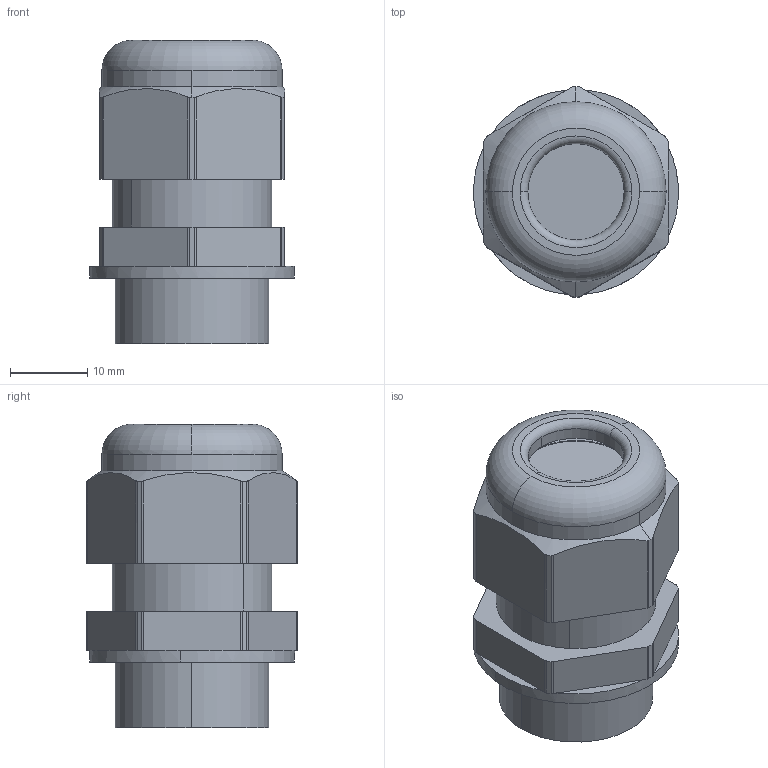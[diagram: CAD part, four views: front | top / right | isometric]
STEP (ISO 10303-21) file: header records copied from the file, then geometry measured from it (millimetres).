
FILE_DESCRIPTION(('CATIA V5R24 STEP','CAx-IF Rec.Pracs.--- Model Styling and Organization---1.2---2011-12-15'),'2;1');
FILE_NAME ('D1452103_0_1461050000_1461050000.stp','2018-05-23T06:03:10+00:00',('none'),('Weidmueller'),'CATIA Version 5-6 Release 2014 SP4 HF52','CATIA V5 STEP AP214','none');
FILE_SCHEMA(('AUTOMOTIVE_DESIGN { 1 0 10303 214 1 1 1 1 }'));
Length unit declared in the file: millimetre
Products named in the file (1): Euro-Top-X3HI-05-BG-0001-85080520X3HI
Bounding box: 26.5 x 27.21 x 39.22 mm (x, y, z)
Volume: 10536.7 mm3; surface area: 8722.5 mm2
Topology: 3 solids, 3 shells, 114 faces, 290 edges, 190 vertices
Faces by surface type: cylinder 52, plane 50, torus 8, cone 4
Entity records: 3627 total; most frequent: CARTESIAN_POINT 945, ORIENTED_EDGE 580, DIRECTION 451, EDGE_CURVE 290, AXIS2_PLACEMENT_3D 222, VERTEX_POINT 190, VECTOR 129, LINE 129
